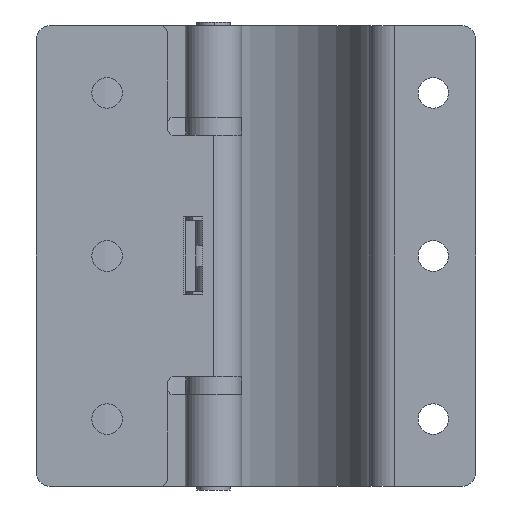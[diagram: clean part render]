
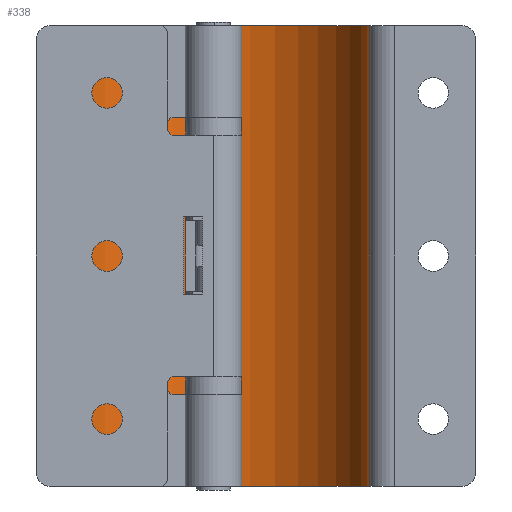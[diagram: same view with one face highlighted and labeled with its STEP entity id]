
A CAD part, front view. The second image highlights one B-rep face of the part: STEP entity #338.
In plain terms, the highlighted cylindrical face has radius 22 mm (diameter 44 mm), a partial arc.
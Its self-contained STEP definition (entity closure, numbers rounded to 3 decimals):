
#39 = AXIS2_PLACEMENT_3D ( 'NONE', #5143, #5144, #5145 ) ;
#61 = AXIS2_PLACEMENT_3D ( 'NONE', #5161, #5165, #5166 ) ;
#64 = VECTOR ( 'NONE', #5173, 1000. ) ;
#338 = ADVANCED_FACE ( 'NONE', ( #683 ), #687, .F. ) ;
#683 = FACE_OUTER_BOUND ( 'NONE', #1198, .T. ) ;
#686 = AXIS2_PLACEMENT_3D ( 'NONE', #3066, #3067, #3068 ) ;
#687 = CYLINDRICAL_SURFACE ( 'NONE', #686, 22. ) ;
#894 = VERTEX_POINT ( 'NONE', #4148 ) ;
#903 = VERTEX_POINT ( 'NONE', #4157 ) ;
#1031 = VERTEX_POINT ( 'NONE', #4285 ) ;
#1075 = VERTEX_POINT ( 'NONE', #4329 ) ;
#1198 = EDGE_LOOP ( 'NONE', ( #2624, #2625, #2621, #2627 ) ) ;
#2190 = EDGE_CURVE ( 'NONE', #1031, #894, #3800, .T. ) ;
#2197 = EDGE_CURVE ( 'NONE', #1075, #903, #3803, .T. ) ;
#2199 = EDGE_CURVE ( 'NONE', #894, #903, #5171, .T. ) ;
#2289 = EDGE_CURVE ( 'NONE', #1031, #1075, #5447, .T. ) ;
#2621 = ORIENTED_EDGE ( 'NONE', *, *, #2190, .F. ) ;
#2624 = ORIENTED_EDGE ( 'NONE', *, *, #2197, .T. ) ;
#2625 = ORIENTED_EDGE ( 'NONE', *, *, #2199, .F. ) ;
#2627 = ORIENTED_EDGE ( 'NONE', *, *, #2289, .T. ) ;
#3066 = CARTESIAN_POINT ( 'NONE',  ( 0., 0., 32.5 ) ) ;
#3067 = DIRECTION ( 'NONE',  ( 0., 0., -1. ) ) ;
#3068 = DIRECTION ( 'NONE',  ( -1., 0., 0. ) ) ;
#3800 = CIRCLE ( 'NONE', #39, 22. ) ;
#3803 = CIRCLE ( 'NONE', #61, 22. ) ;
#4148 = CARTESIAN_POINT ( 'NONE',  ( 22., 0., 32.5 ) ) ;
#4157 = CARTESIAN_POINT ( 'NONE',  ( 22., 0., -32.5 ) ) ;
#4285 = CARTESIAN_POINT ( 'NONE',  ( -20.987, 6.6, 32.5 ) ) ;
#4329 = CARTESIAN_POINT ( 'NONE',  ( -20.987, 6.6, -32.5 ) ) ;
#5143 = CARTESIAN_POINT ( 'NONE',  ( 0., 0., 32.5 ) ) ;
#5144 = DIRECTION ( 'NONE',  ( 0., 0., -1. ) ) ;
#5145 = DIRECTION ( 'NONE',  ( 1., 0., 0. ) ) ;
#5161 = CARTESIAN_POINT ( 'NONE',  ( 0., 0., -32.5 ) ) ;
#5165 = DIRECTION ( 'NONE',  ( 0., 0., -1. ) ) ;
#5166 = DIRECTION ( 'NONE',  ( 1., 0., 0. ) ) ;
#5171 = LINE ( 'NONE', #5172, #64 ) ;
#5172 = CARTESIAN_POINT ( 'NONE',  ( 22., 0., 32.5 ) ) ;
#5173 = DIRECTION ( 'NONE',  ( 0., 0., -1. ) ) ;
#5447 = LINE ( 'NONE', #5448, #6320 ) ;
#5448 = CARTESIAN_POINT ( 'NONE',  ( -20.987, 6.6, 32.5 ) ) ;
#5449 = DIRECTION ( 'NONE',  ( 0., 0., -1. ) ) ;
#6320 = VECTOR ( 'NONE', #5449, 1000. ) ;
